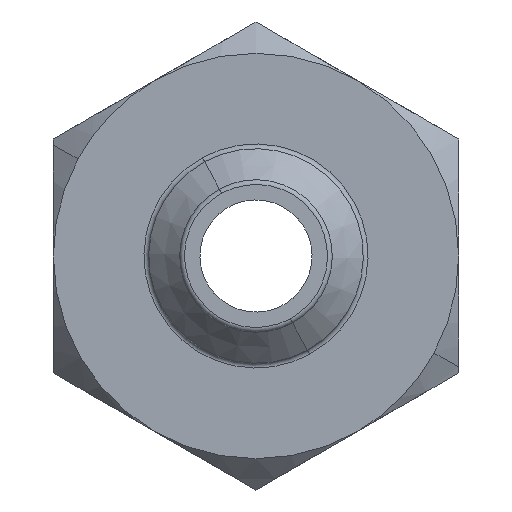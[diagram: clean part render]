
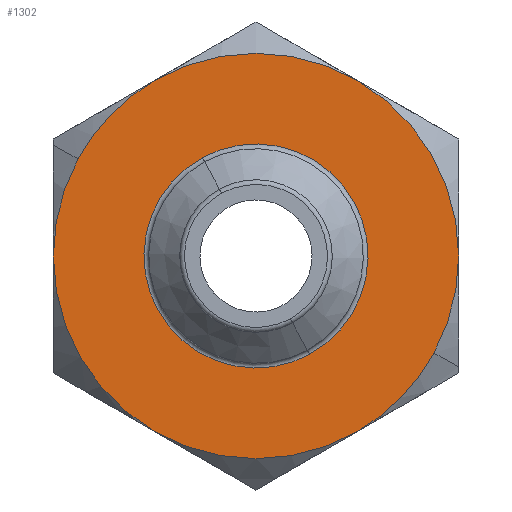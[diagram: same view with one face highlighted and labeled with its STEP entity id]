
A CAD part, left-side view. The second image highlights one B-rep face of the part: STEP entity #1302.
In plain terms, the highlighted planar face has unit normal (-1, 0, 0).
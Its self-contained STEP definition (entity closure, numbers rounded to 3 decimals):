
#489=CARTESIAN_POINT('Vertex',(0.,-4.25,7.361)) ;
#581=CARTESIAN_POINT('Vertex',(0.,-8.5,0.)) ;
#686=CARTESIAN_POINT('Vertex',(0.,-4.25,-7.361)) ;
#801=CARTESIAN_POINT('Vertex',(0.,4.25,-7.361)) ;
#894=CARTESIAN_POINT('Vertex',(0.,8.5,0.)) ;
#987=CARTESIAN_POINT('Vertex',(0.,4.25,7.361)) ;
#1049=CARTESIAN_POINT('Vertex',(0.,-7.459,-4.075)) ;
#1052=CARTESIAN_POINT('Axis2P3D Location',(0.,0.,0.)) ;
#1063=CARTESIAN_POINT('Axis2P3D Location',(0.,0.,0.)) ;
#1105=CARTESIAN_POINT('Axis2P3D Location',(0.,0.,0.)) ;
#1127=CARTESIAN_POINT('Axis2P3D Location',(0.,0.,0.)) ;
#1153=CARTESIAN_POINT('Vertex',(0.,7.459,4.075)) ;
#1156=CARTESIAN_POINT('Axis2P3D Location',(0.,0.,0.)) ;
#1168=CARTESIAN_POINT('Axis2P3D Location',(0.,0.,0.)) ;
#1209=CARTESIAN_POINT('Axis2P3D Location',(0.,0.,0.)) ;
#1220=CARTESIAN_POINT('Axis2P3D Location',(0.,0.,0.)) ;
#1269=CARTESIAN_POINT('Axis2P3D Location',(0.,0.,0.)) ;
#1284=CARTESIAN_POINT('Axis2P3D Location',(0.,0.,0.)) ;
#1288=CARTESIAN_POINT('Vertex',(0.,2.253,4.125)) ;
#1290=CARTESIAN_POINT('Vertex',(0.,-2.253,-4.125)) ;
#1293=CARTESIAN_POINT('Axis2P3D Location',(0.,0.,0.)) ;
#1053=DIRECTION('Axis2P3D Direction',(1.,0.,0.)) ;
#1064=DIRECTION('Axis2P3D Direction',(1.,0.,0.)) ;
#1106=DIRECTION('Axis2P3D Direction',(1.,0.,0.)) ;
#1128=DIRECTION('Axis2P3D Direction',(1.,0.,0.)) ;
#1157=DIRECTION('Axis2P3D Direction',(1.,0.,0.)) ;
#1169=DIRECTION('Axis2P3D Direction',(1.,0.,0.)) ;
#1210=DIRECTION('Axis2P3D Direction',(1.,0.,0.)) ;
#1221=DIRECTION('Axis2P3D Direction',(1.,0.,0.)) ;
#1270=DIRECTION('Axis2P3D Direction',(1.,0.,0.)) ;
#1271=DIRECTION('Axis2P3D XDirection',(0.,1.,0.)) ;
#1285=DIRECTION('Axis2P3D Direction',(1.,0.,0.)) ;
#1294=DIRECTION('Axis2P3D Direction',(1.,0.,0.)) ;
#1054=AXIS2_PLACEMENT_3D('Circle Axis2P3D',#1052,#1053,$) ;
#1065=AXIS2_PLACEMENT_3D('Circle Axis2P3D',#1063,#1064,$) ;
#1107=AXIS2_PLACEMENT_3D('Circle Axis2P3D',#1105,#1106,$) ;
#1129=AXIS2_PLACEMENT_3D('Circle Axis2P3D',#1127,#1128,$) ;
#1158=AXIS2_PLACEMENT_3D('Circle Axis2P3D',#1156,#1157,$) ;
#1170=AXIS2_PLACEMENT_3D('Circle Axis2P3D',#1168,#1169,$) ;
#1211=AXIS2_PLACEMENT_3D('Circle Axis2P3D',#1209,#1210,$) ;
#1222=AXIS2_PLACEMENT_3D('Circle Axis2P3D',#1220,#1221,$) ;
#1272=AXIS2_PLACEMENT_3D('Plane Axis2P3D',#1269,#1270,#1271) ;
#1286=AXIS2_PLACEMENT_3D('Circle Axis2P3D',#1284,#1285,$) ;
#1295=AXIS2_PLACEMENT_3D('Circle Axis2P3D',#1293,#1294,$) ;
#1275=ORIENTED_EDGE('',*,*,#1067,.F.) ;
#1276=ORIENTED_EDGE('',*,*,#1056,.F.) ;
#1277=ORIENTED_EDGE('',*,*,#1109,.F.) ;
#1278=ORIENTED_EDGE('',*,*,#1131,.F.) ;
#1279=ORIENTED_EDGE('',*,*,#1160,.F.) ;
#1280=ORIENTED_EDGE('',*,*,#1172,.F.) ;
#1281=ORIENTED_EDGE('',*,*,#1213,.F.) ;
#1282=ORIENTED_EDGE('',*,*,#1224,.F.) ;
#1299=ORIENTED_EDGE('',*,*,#1292,.T.) ;
#1300=ORIENTED_EDGE('',*,*,#1297,.T.) ;
#1301=FACE_BOUND('',#1298,.T.) ;
#1302=ADVANCED_FACE('Corps principal',(#1283,#1301),#1273,.F.) ;
#1055=CIRCLE('generated circle',#1054,8.5) ;
#1066=CIRCLE('generated circle',#1065,8.5) ;
#1108=CIRCLE('generated circle',#1107,8.5) ;
#1130=CIRCLE('generated circle',#1129,8.5) ;
#1159=CIRCLE('generated circle',#1158,8.5) ;
#1171=CIRCLE('generated circle',#1170,8.5) ;
#1212=CIRCLE('generated circle',#1211,8.5) ;
#1223=CIRCLE('generated circle',#1222,8.5) ;
#1287=CIRCLE('generated circle',#1286,4.7) ;
#1296=CIRCLE('generated circle',#1295,4.7) ;
#1056=EDGE_CURVE('',#582,#1050,#1055,.T.) ;
#1067=EDGE_CURVE('',#1050,#687,#1066,.T.) ;
#1109=EDGE_CURVE('',#490,#582,#1108,.T.) ;
#1131=EDGE_CURVE('',#988,#490,#1130,.T.) ;
#1160=EDGE_CURVE('',#1154,#988,#1159,.T.) ;
#1172=EDGE_CURVE('',#895,#1154,#1171,.T.) ;
#1213=EDGE_CURVE('',#802,#895,#1212,.T.) ;
#1224=EDGE_CURVE('',#687,#802,#1223,.T.) ;
#1292=EDGE_CURVE('',#1289,#1291,#1287,.T.) ;
#1297=EDGE_CURVE('',#1291,#1289,#1296,.T.) ;
#1274=EDGE_LOOP('',(#1275,#1276,#1277,#1278,#1279,#1280,#1281,#1282)) ;
#1298=EDGE_LOOP('',(#1299,#1300)) ;
#1283=FACE_OUTER_BOUND('',#1274,.T.) ;
#1273=PLANE('',#1272) ;
#490=VERTEX_POINT('',#489) ;
#582=VERTEX_POINT('',#581) ;
#687=VERTEX_POINT('',#686) ;
#802=VERTEX_POINT('',#801) ;
#895=VERTEX_POINT('',#894) ;
#988=VERTEX_POINT('',#987) ;
#1050=VERTEX_POINT('',#1049) ;
#1154=VERTEX_POINT('',#1153) ;
#1289=VERTEX_POINT('',#1288) ;
#1291=VERTEX_POINT('',#1290) ;
